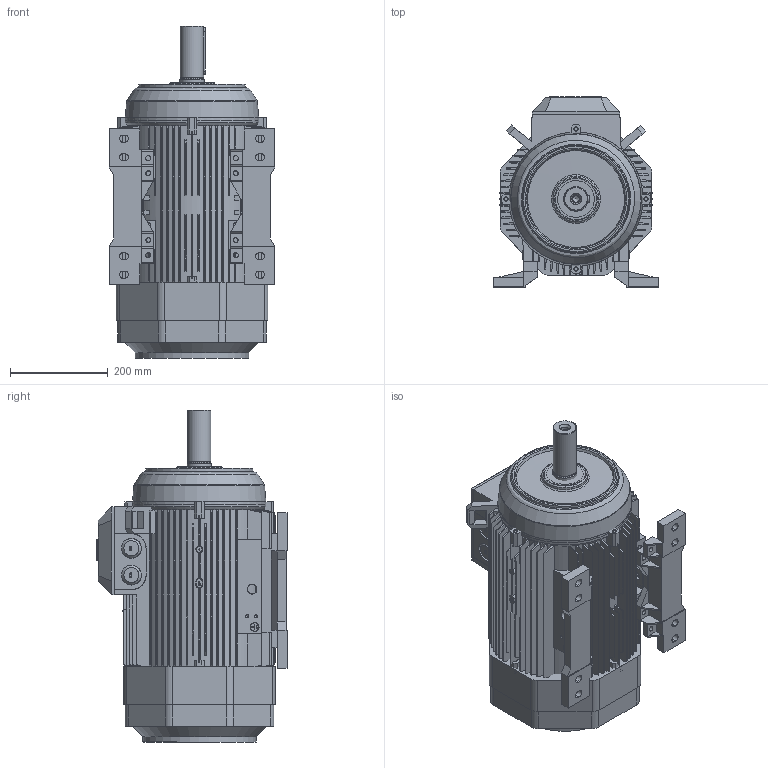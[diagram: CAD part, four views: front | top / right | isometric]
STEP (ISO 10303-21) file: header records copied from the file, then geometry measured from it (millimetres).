
FILE_DESCRIPTION(/* description */ (''),/* implementation_level */ '2;1');
FILE_NAME(/* name */ 'M2AA IE2 180 B3.stp',/* time_stamp */ '2015-07-07T10:51:14+02:00',/* author */ (''),/* organization */ (''),/* preprocessor_version */ 'ST-DEVELOPER v14',/* originating_system */ 'SIEMENS PLM Software NX 8.0',/* authorisation */ '');
FILE_SCHEMA (('AUTOMOTIVE_DESIGN { 1 0 10303 214 3 1 1 1 }'));
Length unit declared in the file: millimetre
Products named in the file (1): M2AA IE2 180 B3_igs
Bounding box: 340 x 389.65 x 680.75 mm (x, y, z)
Volume: 16749075.5 mm3; surface area: 2168382.4 mm2
Topology: 16 solids, 1039 shells, 1362 faces, 5889 edges, 5487 vertices
Faces by surface type: plane 902, cylinder 174, cone 174, bspline 104, torus 8
Full cylindrical faces by diameter (mm): 6 x4, 6.8 x2, 8 x1, 8.4 x1, 8.5 x8, 10.5 x8, 13 x1, 14 x3, 16 x1, 16.4 x1, 16.629 x1, 16.969 x1, 17 x1, 17.226 x1, 17.568 x1, 40 x1, 42.5 x1, 44.4 x1, 45 x2, 46.6 x1, 48 x1, 49.4 x1, 50 x1, 53 x1, 59 x1, 232.314 x1, 258.274 x1
Entity records: 86648 total; most frequent: CARTESIAN_POINT 33308, DIRECTION 7016, ORIENTED_EDGE 6636, EDGE_CURVE 5773, VERTEX_POINT 5482, LINE 3084, VECTOR 3084, AXIS2_PLACEMENT_3D 1966
